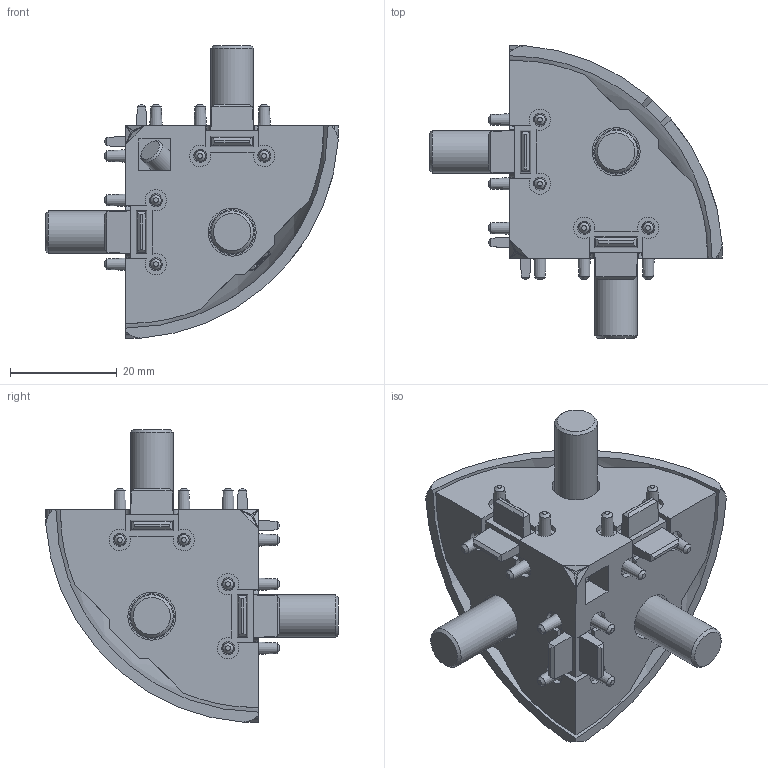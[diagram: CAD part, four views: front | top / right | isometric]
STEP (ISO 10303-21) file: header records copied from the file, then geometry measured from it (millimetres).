
FILE_DESCRIPTION(/* description */ ('STEP AP214'),/* implementation_level */ '2;1');
FILE_NAME(/* name */ '1024208.stp',/* time_stamp */ '2024-05-07T11:42:16+02:00',/* author */ ('b.steehouwer'),/* organization */ (''),/* preprocessor_version */ 'ST-DEVELOPER v18.1',/* originating_system */ 'Autodesk Inventor 2021',/* authorisation */ '');
FILE_SCHEMA (('AUTOMOTIVE_DESIGN { 1 0 10303 214 3 1 1 }'));
Length unit declared in the file: millimetre
Products named in the file (6): 1024208; 1024208-1; 1024208-2; 1024208-3; 1024208-4; 1024208-5
Assembly tree (5 placements, depth 2):
  1024208
    1024208-1
    1024208-2
    1024208-3
    1024208-4
    1024208-5
Bounding box: 54.92 x 54.92 x 54.92 mm (x, y, z)
Volume: 22898.9 mm3; surface area: 16901 mm2
Topology: 5 solids, 5 shells, 427 faces, 1062 edges, 677 vertices
Faces by surface type: plane 294, cylinder 47, cone 34, sphere 20, bspline 20, torus 12
Full cylindrical faces by diameter (mm): 5 x1, 8 x3, 9 x3, 14 x3
Entity records: 14056 total; most frequent: CARTESIAN_POINT 3488, DIRECTION 2251, ORIENTED_EDGE 2122, EDGE_CURVE 1061, AXIS2_PLACEMENT_3D 853, VERTEX_POINT 677, LINE 545, VECTOR 545
